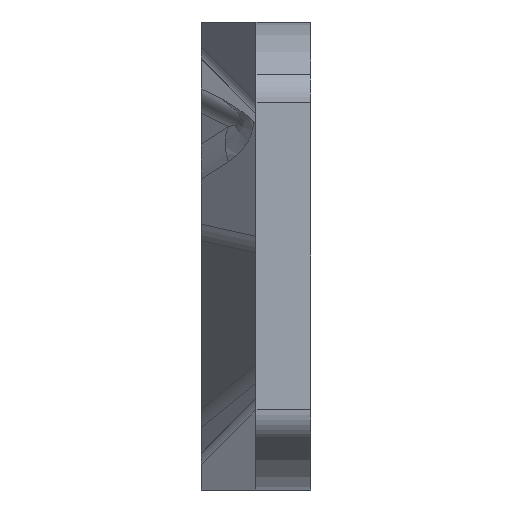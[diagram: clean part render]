
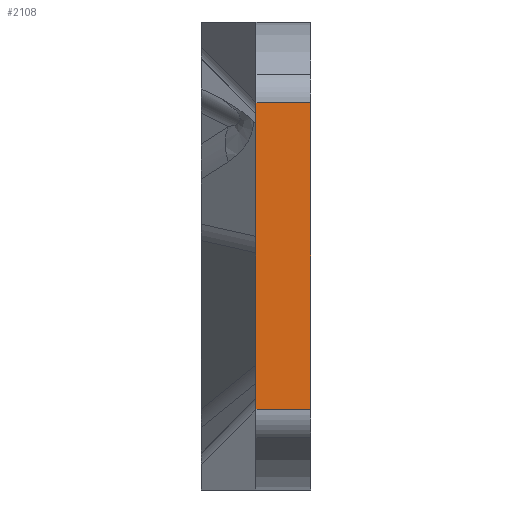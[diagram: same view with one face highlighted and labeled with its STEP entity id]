
A CAD part, left-side view. The second image highlights one B-rep face of the part: STEP entity #2108.
In plain terms, the highlighted planar face has unit normal (-1, 0, 0).
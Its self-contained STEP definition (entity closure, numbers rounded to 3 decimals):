
#87=PLANE('',#2310);
#171=FACE_OUTER_BOUND('',#300,.T.);
#300=EDGE_LOOP('',(#1658,#1659,#1660,#1661));
#517=LINE('',#3261,#725);
#563=LINE('',#3401,#771);
#589=LINE('',#3471,#797);
#590=LINE('',#3473,#798);
#725=VECTOR('',#2538,10.);
#771=VECTOR('',#2660,10.);
#797=VECTOR('',#2730,10.);
#798=VECTOR('',#2733,10.);
#969=VERTEX_POINT('',#3258);
#970=VERTEX_POINT('',#3260);
#1025=VERTEX_POINT('',#3398);
#1026=VERTEX_POINT('',#3400);
#1167=EDGE_CURVE('',#969,#970,#517,.T.);
#1238=EDGE_CURVE('',#1026,#1025,#563,.T.);
#1276=EDGE_CURVE('',#1026,#969,#589,.T.);
#1277=EDGE_CURVE('',#970,#1025,#590,.T.);
#1658=ORIENTED_EDGE('',*,*,#1276,.F.);
#1659=ORIENTED_EDGE('',*,*,#1238,.T.);
#1660=ORIENTED_EDGE('',*,*,#1277,.F.);
#1661=ORIENTED_EDGE('',*,*,#1167,.F.);
#2108=ADVANCED_FACE('',(#171),#87,.T.);
#2310=AXIS2_PLACEMENT_3D('',#3472,#2731,#2732);
#2538=DIRECTION('',(0.,0.,1.));
#2660=DIRECTION('',(0.,0.,1.));
#2730=DIRECTION('',(0.,1.,0.));
#2731=DIRECTION('center_axis',(-1.,0.,0.));
#2732=DIRECTION('ref_axis',(0.,0.,1.));
#2733=DIRECTION('',(0.,-1.,0.));
#3258=CARTESIAN_POINT('',(-139.562,6.,-21.539));
#3260=CARTESIAN_POINT('',(-139.562,6.,12.023));
#3261=CARTESIAN_POINT('',(-139.562,6.,-23.349));
#3398=CARTESIAN_POINT('',(-139.562,0.,12.023));
#3400=CARTESIAN_POINT('',(-139.562,0.,-21.539));
#3401=CARTESIAN_POINT('',(-139.562,0.,-23.349));
#3471=CARTESIAN_POINT('',(-139.562,0.,-21.539));
#3472=CARTESIAN_POINT('Origin',(-139.562,0.,-23.349));
#3473=CARTESIAN_POINT('',(-139.562,0.,12.023));
